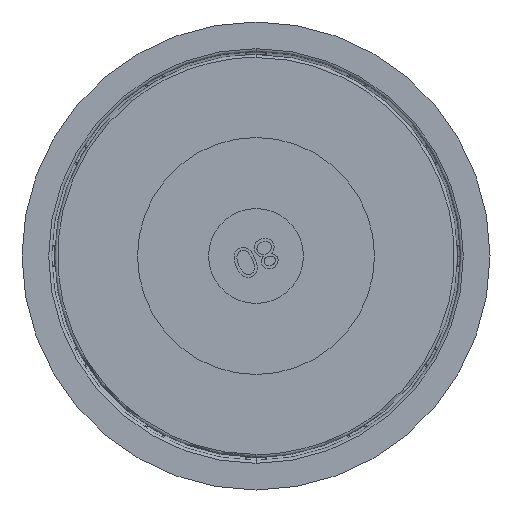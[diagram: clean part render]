
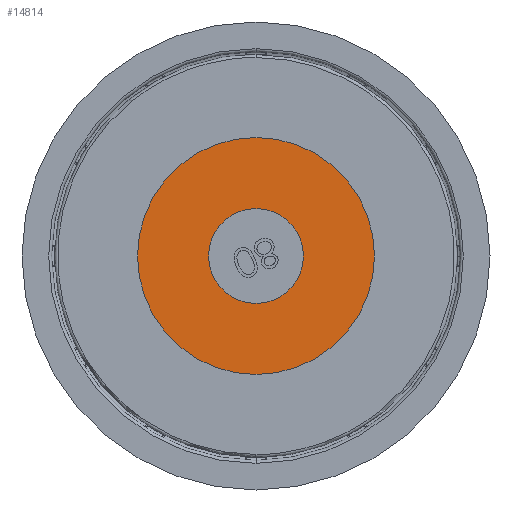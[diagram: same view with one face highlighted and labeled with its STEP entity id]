
A CAD part, front view. The second image highlights one B-rep face of the part: STEP entity #14814.
In plain terms, the highlighted planar face has unit normal (0, -1, 0).
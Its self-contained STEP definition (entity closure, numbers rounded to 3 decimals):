
#1298 = AXIS2_PLACEMENT_3D ( 'NONE', #2314, #20056, #4193 ) ;
#2013 = CARTESIAN_POINT ( 'NONE',  ( 39.5, -1.6, 0. ) ) ;
#2314 = CARTESIAN_POINT ( 'NONE',  ( 46.88, -1.6, 3.088 ) ) ;
#2438 = DIRECTION ( 'NONE',  ( 0., 0., -1. ) ) ;
#3134 = DIRECTION ( 'NONE',  ( 0., 0., -1. ) ) ;
#3200 = DIRECTION ( 'NONE',  ( 0., -1., 0. ) ) ;
#4168 = FACE_BOUND ( 'NONE', #8322, .T. ) ;
#4193 = DIRECTION ( 'NONE',  ( 0., 0., -1. ) ) ;
#5315 = EDGE_LOOP ( 'NONE', ( #5835, #17850 ) ) ;
#5835 = ORIENTED_EDGE ( 'NONE', *, *, #15584, .T. ) ;
#6148 = VERTEX_POINT ( 'NONE', #20464 ) ;
#6155 = EDGE_CURVE ( 'NONE', #19733, #8942, #16719, .T. ) ;
#6561 = EDGE_CURVE ( 'NONE', #9178, #6148, #8609, .T. ) ;
#6853 = AXIS2_PLACEMENT_3D ( 'NONE', #2013, #17927, #19614 ) ;
#7525 = AXIS2_PLACEMENT_3D ( 'NONE', #8000, #7845, #7765 ) ;
#7765 = DIRECTION ( 'NONE',  ( 0., 0., -1. ) ) ;
#7845 = DIRECTION ( 'NONE',  ( 0., 1., 0. ) ) ;
#8000 = CARTESIAN_POINT ( 'NONE',  ( 39.5, -1.6, 0. ) ) ;
#8322 = EDGE_LOOP ( 'NONE', ( #12888, #9731 ) ) ;
#8609 = CIRCLE ( 'NONE', #15303, 8. ) ;
#8942 = VERTEX_POINT ( 'NONE', #21461 ) ;
#9178 = VERTEX_POINT ( 'NONE', #15710 ) ;
#9731 = ORIENTED_EDGE ( 'NONE', *, *, #6561, .T. ) ;
#11627 = EDGE_CURVE ( 'NONE', #6148, #9178, #22633, .T. ) ;
#12888 = ORIENTED_EDGE ( 'NONE', *, *, #11627, .T. ) ;
#14280 = CARTESIAN_POINT ( 'NONE',  ( 39.5, -1.6, 0. ) ) ;
#14814 = ADVANCED_FACE ( 'NONE', ( #21681, #4168 ), #18467, .T. ) ;
#15303 = AXIS2_PLACEMENT_3D ( 'NONE', #14280, #19942, #2438 ) ;
#15584 = EDGE_CURVE ( 'NONE', #8942, #19733, #21940, .T. ) ;
#15710 = CARTESIAN_POINT ( 'NONE',  ( 39.5, -1.6, 8. ) ) ;
#16719 = CIRCLE ( 'NONE', #17380, 20. ) ;
#17380 = AXIS2_PLACEMENT_3D ( 'NONE', #20759, #3200, #3134 ) ;
#17850 = ORIENTED_EDGE ( 'NONE', *, *, #6155, .T. ) ;
#17927 = DIRECTION ( 'NONE',  ( 0., -1., 0. ) ) ;
#18467 = PLANE ( 'NONE',  #1298 ) ;
#19614 = DIRECTION ( 'NONE',  ( 0., 0., -1. ) ) ;
#19733 = VERTEX_POINT ( 'NONE', #22877 ) ;
#19942 = DIRECTION ( 'NONE',  ( 0., 1., 0. ) ) ;
#20056 = DIRECTION ( 'NONE',  ( 0., -1., 0. ) ) ;
#20464 = CARTESIAN_POINT ( 'NONE',  ( 39.5, -1.6, -8. ) ) ;
#20759 = CARTESIAN_POINT ( 'NONE',  ( 39.5, -1.6, 0. ) ) ;
#21461 = CARTESIAN_POINT ( 'NONE',  ( 39.5, -1.6, -20. ) ) ;
#21681 = FACE_OUTER_BOUND ( 'NONE', #5315, .T. ) ;
#21940 = CIRCLE ( 'NONE', #6853, 20. ) ;
#22633 = CIRCLE ( 'NONE', #7525, 8. ) ;
#22877 = CARTESIAN_POINT ( 'NONE',  ( 39.5, -1.6, 20. ) ) ;
